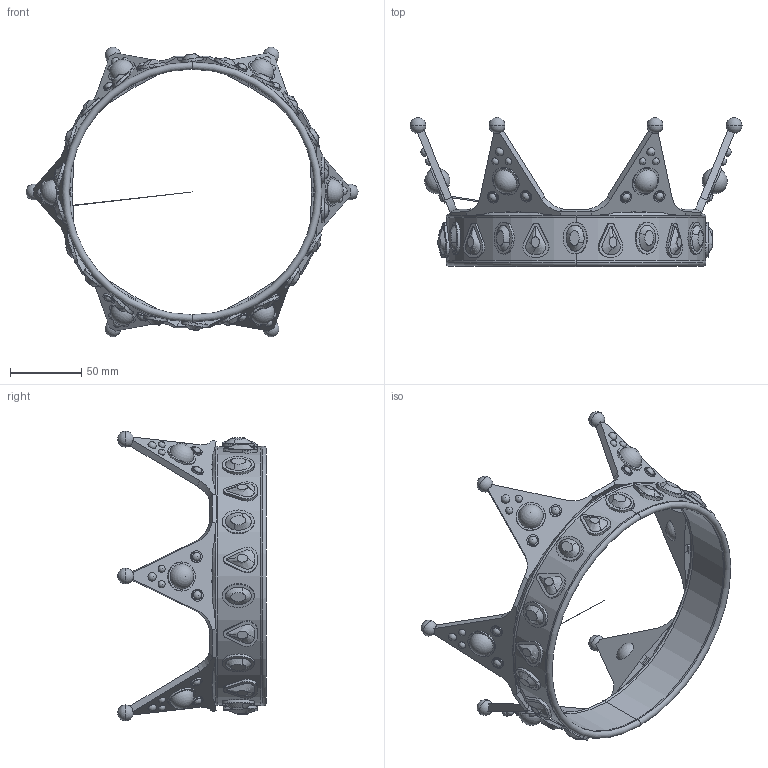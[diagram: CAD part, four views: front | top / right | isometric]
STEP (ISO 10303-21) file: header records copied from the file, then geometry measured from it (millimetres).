
FILE_DESCRIPTION (( 'STEP AP203' ), '1' );
FILE_NAME ('crown.STEP', '2021-04-19T02:18:34', ( '' ), ( '' ), 'SwSTEP 2.0', 'SolidWorks 2019', '' );
FILE_SCHEMA (( 'CONFIG_CONTROL_DESIGN' ));
Length unit declared in the file: inch
Products named in the file (1): crown
Bounding box: 233.64 x 104.66 x 203.84 mm (x, y, z)
Volume: 181222.1 mm3; surface area: 103101.2 mm2
Topology: 45 solids, 45 shells, 616 faces, 1730 edges, 1194 vertices
Faces by surface type: plane 286, cylinder 176, bspline 88, sphere 54, torus 12
Entity records: 23108 total; most frequent: CARTESIAN_POINT 8509, ORIENTED_EDGE 3148, DIRECTION 2787, EDGE_CURVE 1574, VERTEX_POINT 1092, AXIS2_PLACEMENT_3D 1054, EDGE_LOOP 754, VECTOR 679
